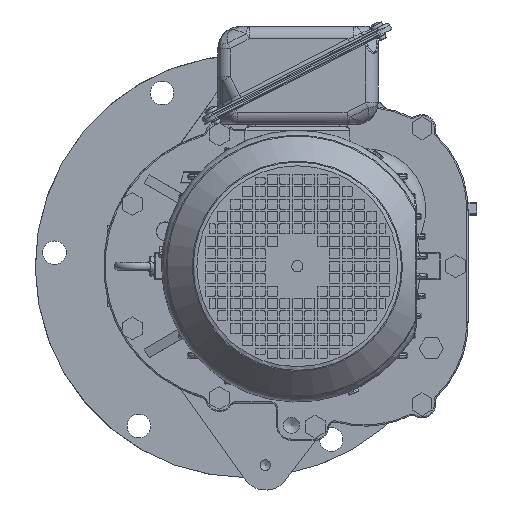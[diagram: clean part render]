
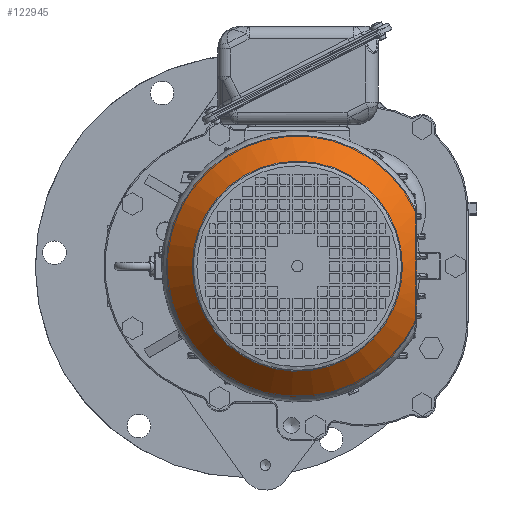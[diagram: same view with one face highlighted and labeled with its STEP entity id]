
A CAD part, left-side view. The second image highlights one B-rep face of the part: STEP entity #122945.
In plain terms, the highlighted conical face has half-angle 41.906 degrees and reference radius 109.25 mm.
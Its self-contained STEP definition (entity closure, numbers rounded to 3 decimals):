
#79 = VERTEX_POINT ( 'NONE', #39366 ) ;
#3805 = CARTESIAN_POINT ( 'NONE',  ( -473.59, -136.75, -40.143 ) ) ;
#3814 = CARTESIAN_POINT ( 'NONE',  ( -472.025, -136.75, 43.543 ) ) ;
#5854 = FACE_OUTER_BOUND ( 'NONE', #6469, .T. ) ;
#6469 = EDGE_LOOP ( 'NONE', ( #124694, #90630 ) ) ;
#9256 = CARTESIAN_POINT ( 'NONE',  ( -495.34, 43.74, 0. ) ) ;
#11513 = CARTESIAN_POINT ( 'NONE',  ( -481.91, -136.75, 10.26 ) ) ;
#12201 = CARTESIAN_POINT ( 'NONE',  ( -475.693, -136.75, 34.835 ) ) ;
#13162 = AXIS2_PLACEMENT_3D ( 'NONE', #134628, #59469, #81717 ) ;
#14251 = CARTESIAN_POINT ( 'NONE',  ( -478.753, -136.75, 25.923 ) ) ;
#20635 = DIRECTION ( 'NONE',  ( 0., 1., 0. ) ) ;
#24048 = CARTESIAN_POINT ( 'NONE',  ( -477.568, -136.75, -29.581 ) ) ;
#25074 = DIRECTION ( 'NONE',  ( -1., 0., 0. ) ) ;
#39366 = CARTESIAN_POINT ( 'NONE',  ( -472.025, -136.75, -43.543 ) ) ;
#40762 = EDGE_CURVE ( 'NONE', #51181, #79, #112566, .T. ) ;
#44246 = CARTESIAN_POINT ( 'NONE',  ( -482.276, -136.75, 6.48 ) ) ;
#45285 = EDGE_LOOP ( 'NONE', ( #55740 ) ) ;
#46290 = CARTESIAN_POINT ( 'NONE',  ( -482.458, -136.75, 3.643 ) ) ;
#51181 = VERTEX_POINT ( 'NONE', #3814 ) ;
#54663 = CARTESIAN_POINT ( 'NONE',  ( -482.2, -136.75, 7.429 ) ) ;
#55740 = ORIENTED_EDGE ( 'NONE', *, *, #91465, .T. ) ;
#56736 = CARTESIAN_POINT ( 'NONE',  ( -476.963, -136.75, -31.371 ) ) ;
#59469 = DIRECTION ( 'NONE',  ( 1., 0., 0. ) ) ;
#64436 = CARTESIAN_POINT ( 'NONE',  ( -481.305, -136.75, 14.948 ) ) ;
#66487 = CARTESIAN_POINT ( 'NONE',  ( -472.812, -136.75, 41.834 ) ) ;
#67155 = CARTESIAN_POINT ( 'NONE',  ( -472.025, -136.75, 43.543 ) ) ;
#74239 = DIRECTION ( 'NONE',  ( 1., 0., 0. ) ) ;
#75567 = CARTESIAN_POINT ( 'NONE',  ( -480.588, -136.75, 18.64 ) ) ;
#76920 = CARTESIAN_POINT ( 'NONE',  ( -477.635, -136.75, 29.514 ) ) ;
#78964 = FACE_BOUND ( 'NONE', #45285, .T. ) ;
#81717 = DIRECTION ( 'NONE',  ( 0., -1., 0. ) ) ;
#85972 = CARTESIAN_POINT ( 'NONE',  ( -476.026, -136.75, 33.95 ) ) ;
#86662 = CARTESIAN_POINT ( 'NONE',  ( -481.295, -136.75, -14.995 ) ) ;
#88685 = CONICAL_SURFACE ( 'NONE', #13162, 109.25, 0.731 ) ;
#88746 = CARTESIAN_POINT ( 'NONE',  ( -482.258, -136.75, -7.597 ) ) ;
#90630 = ORIENTED_EDGE ( 'NONE', *, *, #120933, .T. ) ;
#91465 = EDGE_CURVE ( 'NONE', #104609, #104609, #123304, .T. ) ;
#94938 = CIRCLE ( 'NONE', #128334, 105.414 ) ;
#96406 = CARTESIAN_POINT ( 'NONE',  ( -482.509, -136.75, -3.872 ) ) ;
#97091 = CARTESIAN_POINT ( 'NONE',  ( -478.69, -136.75, -25.958 ) ) ;
#97787 = CARTESIAN_POINT ( 'NONE',  ( -472.025, -136.75, -43.543 ) ) ;
#104185 = CARTESIAN_POINT ( 'NONE',  ( -495.34, -40.75, 0. ) ) ;
#104609 = VERTEX_POINT ( 'NONE', #9256 ) ;
#108938 = CARTESIAN_POINT ( 'NONE',  ( -475.032, -136.75, -36.681 ) ) ;
#109614 = CARTESIAN_POINT ( 'NONE',  ( -475.008, -136.75, 36.599 ) ) ;
#112566 = B_SPLINE_CURVE_WITH_KNOTS ( 'NONE', 3,
 ( #67155, #66487, #120084, #119390, #109614, #12201, #85972, #76920, #14251, #75567, #64436, #11513, #117330, #54663, #44246, #46290, #129823, #96406, #88746, #86662, #130504, #118021, #97091, #24048, #56736, #108938, #3805, #97787 ),
 .UNSPECIFIED., .F., .F.,
 ( 4, 2, 2, 2, 2, 2, 2, 2, 2, 2, 2, 2, 2, 4 ),
 ( 0.071, 0.076, 0.079, 0.082, 0.093, 0.104, 0.107, 0.11, 0.115, 0.126, 0.138, 0.143, 0.149, 0.16 ),
 .UNSPECIFIED. ) ;
#117330 = CARTESIAN_POINT ( 'NONE',  ( -482.017, -136.75, 9.319 ) ) ;
#118021 = CARTESIAN_POINT ( 'NONE',  ( -479.202, -136.75, -24.139 ) ) ;
#119390 = CARTESIAN_POINT ( 'NONE',  ( -474.655, -136.75, 37.479 ) ) ;
#120084 = CARTESIAN_POINT ( 'NONE',  ( -473.569, -136.75, 40.105 ) ) ;
#120446 = CARTESIAN_POINT ( 'NONE',  ( -472.025, -40.75, 0. ) ) ;
#120933 = EDGE_CURVE ( 'NONE', #51181, #79, #94938, .T. ) ;
#121014 = AXIS2_PLACEMENT_3D ( 'NONE', #104185, #74239, #20635 ) ;
#122945 = ADVANCED_FACE ( 'NONE', ( #78964, #5854 ), #88685, .T. ) ;
#123304 = CIRCLE ( 'NONE', #121014, 84.49 ) ;
#124694 = ORIENTED_EDGE ( 'NONE', *, *, #40762, .F. ) ;
#128334 = AXIS2_PLACEMENT_3D ( 'NONE', #120446, #25074, #131556 ) ;
#129823 = CARTESIAN_POINT ( 'NONE',  ( -482.517, -136.75, 1.759 ) ) ;
#130504 = CARTESIAN_POINT ( 'NONE',  ( -480.583, -136.75, -18.667 ) ) ;
#131556 = DIRECTION ( 'NONE',  ( 0., 1., 0. ) ) ;
#134628 = CARTESIAN_POINT ( 'NONE',  ( -467.75, -40.75, 0. ) ) ;
